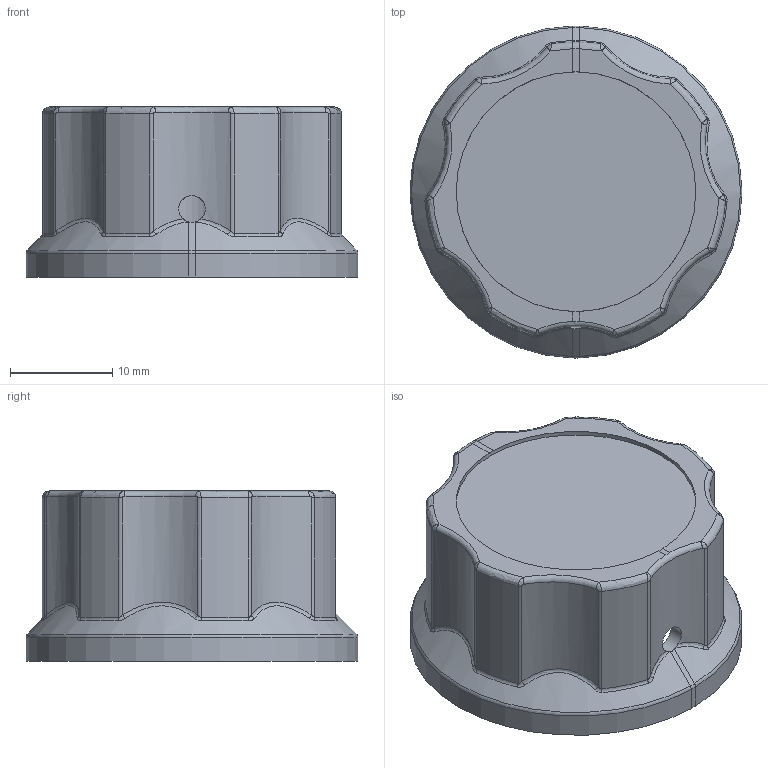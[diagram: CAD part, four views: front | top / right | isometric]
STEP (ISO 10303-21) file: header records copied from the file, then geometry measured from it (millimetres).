
FILE_DESCRIPTION((' '),'2;1');
FILE_NAME( '1110.stp', '2022-04-09T15:25:21', (' '), ('--- Datakit www.datakit.com---'), ' Datakit CrossCadWare V2022.1 Dec 21 2021', 'DATAKIT 2022 (c)', ' ');
FILE_SCHEMA(('AP242_MANAGED_MODEL_BASED_3D_ENGINEERING_MIM_LF { 1 0 10303 442 1 1 4 }'));
Length unit declared in the file: millimetre
Products named in the file (1): 1110
Bounding box: 32.54 x 32.54 x 16.67 mm (x, y, z)
Volume: 7135.1 mm3; surface area: 4999.4 mm2
Topology: 1 solids, 1 shells, 120 faces, 280 edges, 162 vertices
Faces by surface type: cylinder 41, bspline 36, torus 20, plane 10, revolution 9, cone 4
Full cylindrical faces by diameter (mm): 2.619 x2, 6.35 x1, 16.652 x1, 23.495 x1, 23.789 x1, 24.408 x1
Entity records: 10544 total; most frequent: CARTESIAN_POINT 8078, ORIENTED_EDGE 530, DIRECTION 443, EDGE_CURVE 265, AXIS2_PLACEMENT_3D 198, VERTEX_POINT 157, EDGE_LOOP 134, FACE_OUTER_BOUND 120
